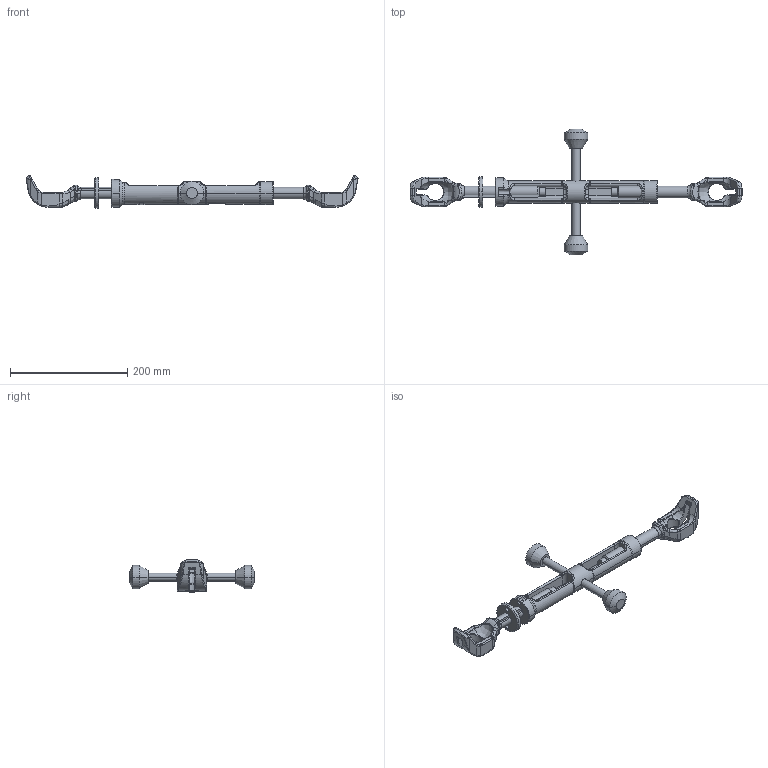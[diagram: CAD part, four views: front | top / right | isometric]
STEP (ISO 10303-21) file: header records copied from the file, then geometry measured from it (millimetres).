
FILE_DESCRIPTION((''),'2;1');
FILE_NAME('001-M34852-P-2_ASM','2013-11-18T',('Andreas.Wendler'),(''),'PRO/ENGINEER BY PARAMETRIC TECHNOLOGY CORPORATION, 2010140','PRO/ENGINEER BY PARAMETRIC TECHNOLOGY CORPORATION, 2010140','');
FILE_SCHEMA(('CONFIG_CONTROL_DESIGN'));
Length unit declared in the file: millimetre
Products named in the file (6): 001-M34848-P-1; 001-M34865-P-2; 001-M34721-P-1; 001-M34721-P-2; 001-M34240-P-3; 001-M34852-P-2_ASM
Assembly tree (5 placements, depth 2):
  001-M34852-P-2_ASM
    001-M34848-P-1
    001-M34865-P-2
    001-M34721-P-1
    001-M34721-P-2
    001-M34240-P-3
Bounding box: 566.23 x 214 x 55.78 mm (x, y, z)
Volume: 492403.5 mm3; surface area: 119625.6 mm2
Topology: 5 solids, 5 shells, 615 faces, 1466 edges, 860 vertices
Faces by surface type: bspline 250, cylinder 176, plane 111, torus 49, cone 19, sphere 10
Entity records: 32633 total; most frequent: CARTESIAN_POINT 19901, ORIENTED_EDGE 2932, DIRECTION 2287, EDGE_CURVE 1466, AXIS2_PLACEMENT_3D 943, VERTEX_POINT 860, EDGE_LOOP 632, FACE_OUTER_BOUND 615
